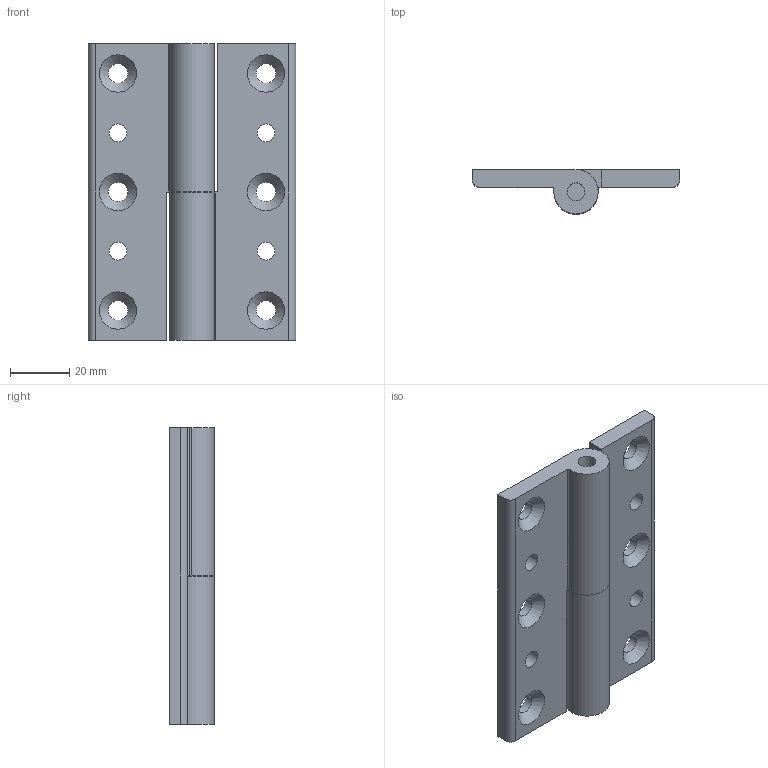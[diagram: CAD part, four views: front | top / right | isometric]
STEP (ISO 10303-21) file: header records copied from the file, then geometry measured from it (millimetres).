
FILE_DESCRIPTION(/* description */ (''),/* implementation_level */ '2;1');
FILE_NAME(/* name */ '140360',/* time_stamp */ '2014-10-06T11:02:36+02:00',/* author */ (''),/* organization */ (''),/* preprocessor_version */ 'ST-DEVELOPER v14',/* originating_system */ 'HiCAD 2013 1802.4 Build 509',/* authorisation */ '');
FILE_SCHEMA (('AUTOMOTIVE_DESIGN { 1 0 10303 214 1 1 1 1 }'));
Length unit declared in the file: millimetre
Products named in the file (5): Root; 140360Scharnier rechts 45 aluBOIKON
Assembly tree (4 placements, depth 3):
  Root
    140360Scharnier rechts 45 aluBOIKON
      (unnamed)
      (unnamed)
      (unnamed)
Bounding box: 70 x 15 x 100 mm (x, y, z)
Volume: 47527.8 mm3; surface area: 21769.8 mm2
Topology: 3 solids, 3 shells, 43 faces, 116 edges, 81 vertices
Faces by surface type: cylinder 19, plane 18, cone 6
Full cylindrical faces by diameter (mm): 6 x7, 6.6 x6
Entity records: 2192 total; most frequent: DIRECTION 232, CARTESIAN_POINT 207, PRESENTATION_STYLE_ASSIGNMENT 175, COLOUR_RGB 173, DRAUGHTING_PRE_DEFINED_CURVE_FONT 172, CURVE_STYLE 172, OVER_RIDING_STYLED_ITEM 172, ORIENTED_EDGE 172
